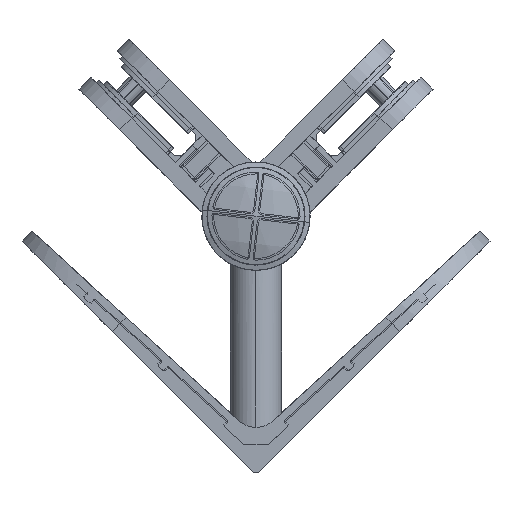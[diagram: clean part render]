
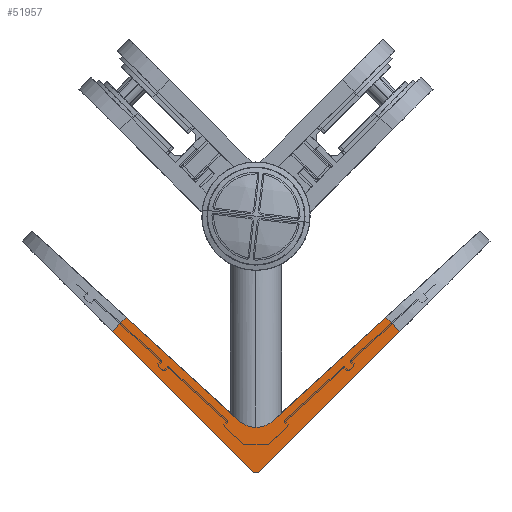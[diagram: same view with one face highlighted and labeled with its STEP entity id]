
A CAD part, front view. The second image highlights one B-rep face of the part: STEP entity #51957.
In plain terms, the highlighted face is planar.
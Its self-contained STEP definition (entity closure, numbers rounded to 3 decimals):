
#596 = LINE ( 'NONE', #5424, #9436 ) ;
#4797 = VECTOR ( 'NONE', #41899, 1000. ) ;
#5424 = CARTESIAN_POINT ( 'NONE',  ( -87.736, -95.514, 0. ) ) ;
#5584 = EDGE_CURVE ( 'NONE', #35246, #44805, #46835, .T. ) ;
#5791 = DIRECTION ( 'NONE',  ( 0., 0., 1. ) ) ;
#6105 = ORIENTED_EDGE ( 'NONE', *, *, #35638, .F. ) ;
#7625 = ORIENTED_EDGE ( 'NONE', *, *, #43174, .T. ) ;
#7834 = CARTESIAN_POINT ( 'NONE',  ( 0., -15.119, 0. ) ) ;
#7873 = LINE ( 'NONE', #16461, #47456 ) ;
#8993 = VERTEX_POINT ( 'NONE', #19393 ) ;
#9436 = VECTOR ( 'NONE', #18030, 1000. ) ;
#9455 = CARTESIAN_POINT ( 'NONE',  ( 50.837, -61.702, 0. ) ) ;
#11051 = DIRECTION ( 'NONE',  ( 0., 0., 1. ) ) ;
#11399 = EDGE_CURVE ( 'NONE', #52681, #45653, #7873, .T. ) ;
#12131 = LINE ( 'NONE', #29569, #4797 ) ;
#12408 = LINE ( 'NONE', #7834, #42245 ) ;
#15177 = ORIENTED_EDGE ( 'NONE', *, *, #15189, .F. ) ;
#15189 = EDGE_CURVE ( 'NONE', #8993, #52681, #12408, .T. ) ;
#15227 = EDGE_CURVE ( 'NONE', #33243, #38620, #12131, .T. ) ;
#16185 = DIRECTION ( 'NONE',  ( 0.707, 0.707, 0. ) ) ;
#16406 = EDGE_CURVE ( 'NONE', #33243, #40873, #596, .T. ) ;
#16461 = CARTESIAN_POINT ( 'NONE',  ( 102.082, -10.457, 0. ) ) ;
#17526 = AXIS2_PLACEMENT_3D ( 'NONE', #44147, #5791, #31545 ) ;
#18030 = DIRECTION ( 'NONE',  ( 0.737, 0.676, 0. ) ) ;
#18389 = ORIENTED_EDGE ( 'NONE', *, *, #5584, .T. ) ;
#18430 = ORIENTED_EDGE ( 'NONE', *, *, #15227, .T. ) ;
#19393 = CARTESIAN_POINT ( 'NONE',  ( 6.756, -21.31, 0. ) ) ;
#19664 = ORIENTED_EDGE ( 'NONE', *, *, #16406, .F. ) ;
#20453 = DIRECTION ( 'NONE',  ( 0.737, -0.676, 0. ) ) ;
#20531 = EDGE_CURVE ( 'NONE', #45653, #44805, #36404, .T. ) ;
#23208 = CARTESIAN_POINT ( 'NONE',  ( -1.414, -1.414, 0. ) ) ;
#24108 = CARTESIAN_POINT ( 'NONE',  ( 91.625, -91.625, 0. ) ) ;
#24320 = CARTESIAN_POINT ( 'NONE',  ( 1.414, -1.414, 0. ) ) ;
#25929 = CARTESIAN_POINT ( 'NONE',  ( -56.27, -56.27, 0. ) ) ;
#26363 = CARTESIAN_POINT ( 'NONE',  ( -50.837, -61.702, 0. ) ) ;
#26604 = DIRECTION ( 'NONE',  ( 1., 0., 0. ) ) ;
#27174 = DIRECTION ( 'NONE',  ( 0., 0., -1. ) ) ;
#27184 = AXIS2_PLACEMENT_3D ( 'NONE', #34213, #11051, #34773 ) ;
#28645 = ORIENTED_EDGE ( 'NONE', *, *, #20531, .F. ) ;
#29569 = CARTESIAN_POINT ( 'NONE',  ( 37.3, -149.839, 0. ) ) ;
#29806 = ORIENTED_EDGE ( 'NONE', *, *, #11399, .F. ) ;
#30864 = LINE ( 'NONE', #49139, #38114 ) ;
#31545 = DIRECTION ( 'NONE',  ( 1., 0., 0. ) ) ;
#31878 = EDGE_LOOP ( 'NONE', ( #6105, #18389, #28645, #29806, #15177, #7625, #19664, #18430 ) ) ;
#32903 = CARTESIAN_POINT ( 'NONE',  ( -6.756, -21.31, 0. ) ) ;
#33243 = VERTEX_POINT ( 'NONE', #26363 ) ;
#33575 = CARTESIAN_POINT ( 'NONE',  ( 56.27, -56.27, 0. ) ) ;
#34213 = CARTESIAN_POINT ( 'NONE',  ( 0., 0., 0. ) ) ;
#34773 = DIRECTION ( 'NONE',  ( 1., 0., 0. ) ) ;
#35246 = VERTEX_POINT ( 'NONE', #23208 ) ;
#35638 = EDGE_CURVE ( 'NONE', #35246, #38620, #30864, .T. ) ;
#36404 = LINE ( 'NONE', #24108, #47982 ) ;
#36797 = AXIS2_PLACEMENT_3D ( 'NONE', #49164, #27174, #26604 ) ;
#38114 = VECTOR ( 'NONE', #39457, 1000. ) ;
#38502 = FACE_OUTER_BOUND ( 'NONE', #31878, .T. ) ;
#38620 = VERTEX_POINT ( 'NONE', #25929 ) ;
#39457 = DIRECTION ( 'NONE',  ( -0.707, -0.707, 0. ) ) ;
#40873 = VERTEX_POINT ( 'NONE', #32903 ) ;
#41844 = DIRECTION ( 'NONE',  ( -0.707, 0.707, 0. ) ) ;
#41899 = DIRECTION ( 'NONE',  ( -0.707, 0.707, 0. ) ) ;
#42245 = VECTOR ( 'NONE', #20453, 1000. ) ;
#43174 = EDGE_CURVE ( 'NONE', #8993, #40873, #43976, .T. ) ;
#43976 = CIRCLE ( 'NONE', #17526, 10. ) ;
#44147 = CARTESIAN_POINT ( 'NONE',  ( 0., -28.682, 0. ) ) ;
#44805 = VERTEX_POINT ( 'NONE', #24320 ) ;
#45653 = VERTEX_POINT ( 'NONE', #33575 ) ;
#46835 = CIRCLE ( 'NONE', #36797, 2. ) ;
#47456 = VECTOR ( 'NONE', #16185, 1000. ) ;
#47982 = VECTOR ( 'NONE', #41844, 1000. ) ;
#49139 = CARTESIAN_POINT ( 'NONE',  ( 0., 0., 0. ) ) ;
#49164 = CARTESIAN_POINT ( 'NONE',  ( 0., -2.828, 0. ) ) ;
#51957 = ADVANCED_FACE ( 'NONE', ( #38502 ), #55952, .F. ) ;
#52681 = VERTEX_POINT ( 'NONE', #9455 ) ;
#55952 = PLANE ( 'NONE',  #27184 ) ;
